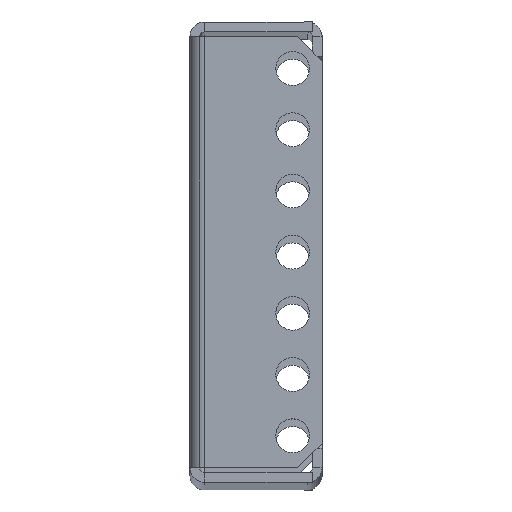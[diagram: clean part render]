
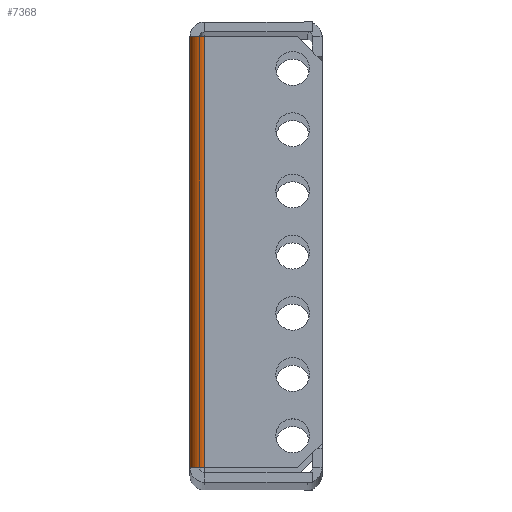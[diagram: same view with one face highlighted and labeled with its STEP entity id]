
A CAD part, top view. The second image highlights one B-rep face of the part: STEP entity #7368.
In plain terms, the highlighted cylindrical face has radius 3 mm (diameter 6 mm), a partial arc.
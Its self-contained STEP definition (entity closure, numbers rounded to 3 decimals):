
#11 = DIRECTION ( 'NONE',  ( 0., 0., -1. ) ) ;
#534 = CARTESIAN_POINT ( 'NONE',  ( -2., -47., 450. ) ) ;
#651 = DIRECTION ( 'NONE',  ( 0., 1., 0. ) ) ;
#1645 = CIRCLE ( 'NONE', #15449, 3. ) ;
#2250 = FACE_OUTER_BOUND ( 'NONE', #2335, .T. ) ;
#2328 = CARTESIAN_POINT ( 'NONE',  ( 1., -44., 450. ) ) ;
#2335 = EDGE_LOOP ( 'NONE', ( #17676, #8206, #21781, #17176 ) ) ;
#2470 = DIRECTION ( 'NONE',  ( 0., -1., 0. ) ) ;
#2968 = VERTEX_POINT ( 'NONE', #4986 ) ;
#4176 = VERTEX_POINT ( 'NONE', #7782 ) ;
#4986 = CARTESIAN_POINT ( 'NONE',  ( 1., 44., 453. ) ) ;
#5319 = CARTESIAN_POINT ( 'NONE',  ( 1., -44., 450. ) ) ;
#5839 = LINE ( 'NONE', #534, #19493 ) ;
#7368 = ADVANCED_FACE ( 'NONE', ( #2250 ), #17034, .T. ) ;
#7467 = EDGE_CURVE ( 'NONE', #4176, #16524, #5839, .T. ) ;
#7782 = CARTESIAN_POINT ( 'NONE',  ( -2., 44., 450. ) ) ;
#8206 = ORIENTED_EDGE ( 'NONE', *, *, #15874, .F. ) ;
#9711 = CIRCLE ( 'NONE', #11386, 3. ) ;
#9794 = CARTESIAN_POINT ( 'NONE',  ( 1., 44., 450. ) ) ;
#11386 = AXIS2_PLACEMENT_3D ( 'NONE', #5319, #21529, #11 ) ;
#13349 = EDGE_CURVE ( 'NONE', #21379, #2968, #17515, .T. ) ;
#14987 = DIRECTION ( 'NONE',  ( 0., 0., -1. ) ) ;
#15449 = AXIS2_PLACEMENT_3D ( 'NONE', #9794, #651, #14987 ) ;
#15526 = CARTESIAN_POINT ( 'NONE',  ( 1., -44., 453. ) ) ;
#15874 = EDGE_CURVE ( 'NONE', #21379, #16524, #9711, .T. ) ;
#16143 = VECTOR ( 'NONE', #21370, 1000. ) ;
#16289 = CARTESIAN_POINT ( 'NONE',  ( -2., -44., 450. ) ) ;
#16524 = VERTEX_POINT ( 'NONE', #16289 ) ;
#17034 = CYLINDRICAL_SURFACE ( 'NONE', #20241, 3. ) ;
#17176 = ORIENTED_EDGE ( 'NONE', *, *, #20034, .F. ) ;
#17515 = LINE ( 'NONE', #19508, #16143 ) ;
#17676 = ORIENTED_EDGE ( 'NONE', *, *, #7467, .T. ) ;
#19493 = VECTOR ( 'NONE', #2470, 1000. ) ;
#19508 = CARTESIAN_POINT ( 'NONE',  ( 1., 44., 453. ) ) ;
#20034 = EDGE_CURVE ( 'NONE', #4176, #2968, #1645, .T. ) ;
#20182 = DIRECTION ( 'NONE',  ( 0., -1., 0. ) ) ;
#20241 = AXIS2_PLACEMENT_3D ( 'NONE', #2328, #20182, #21823 ) ;
#21370 = DIRECTION ( 'NONE',  ( 0., 1., 0. ) ) ;
#21379 = VERTEX_POINT ( 'NONE', #15526 ) ;
#21529 = DIRECTION ( 'NONE',  ( 0., -1., 0. ) ) ;
#21781 = ORIENTED_EDGE ( 'NONE', *, *, #13349, .T. ) ;
#21823 = DIRECTION ( 'NONE',  ( 0., 0., 1. ) ) ;
